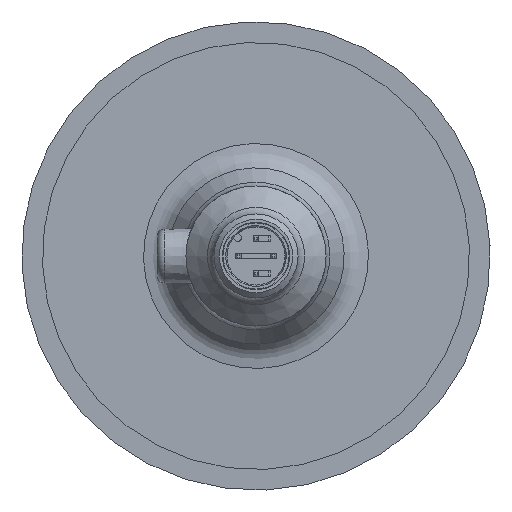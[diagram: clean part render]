
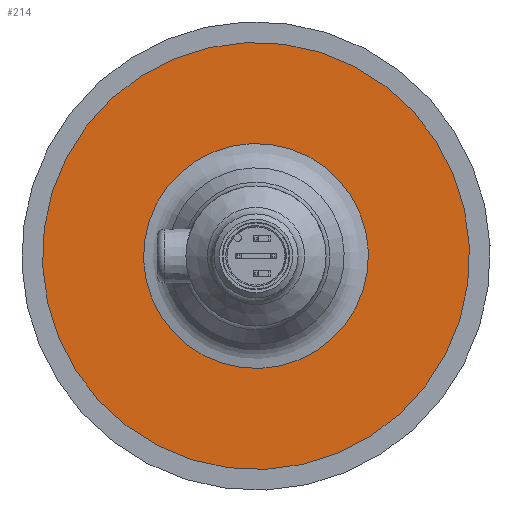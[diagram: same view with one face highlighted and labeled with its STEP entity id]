
A CAD part, left-side view. The second image highlights one B-rep face of the part: STEP entity #214.
In plain terms, the highlighted planar face has unit normal (-1, 0, 0).
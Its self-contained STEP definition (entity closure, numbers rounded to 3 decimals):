
#214 = ADVANCED_FACE( '', ( #508, #509 ), #510, .T. );
#508 = FACE_BOUND( '', #895, .T. );
#509 = FACE_OUTER_BOUND( '', #896, .T. );
#510 = PLANE( '', #897 );
#895 = EDGE_LOOP( '', ( #1482 ) );
#896 = EDGE_LOOP( '', ( #1483 ) );
#897 = AXIS2_PLACEMENT_3D( '', #1484, #1485, #1486 );
#1482 = ORIENTED_EDGE( '', *, *, #2310, .T. );
#1483 = ORIENTED_EDGE( '', *, *, #2311, .T. );
#1484 = CARTESIAN_POINT( '', ( -10.607, 5.263, 12.706 ) );
#1485 = DIRECTION( '', ( -1., 0., 0. ) );
#1486 = DIRECTION( '', ( 0., 0.383, 0.924 ) );
#2310 = EDGE_CURVE( '', #2811, #2811, #2812, .F. );
#2311 = EDGE_CURVE( '', #2813, #2813, #2814, .T. );
#2811 = VERTEX_POINT( '', #3467 );
#2812 = CIRCLE( '', #3468, 16.062 );
#2813 = VERTEX_POINT( '', #3469 );
#2814 = CIRCLE( '', #3470, 30.5 );
#3467 = CARTESIAN_POINT( '', ( -10.607, 6.147, 14.84 ) );
#3468 = AXIS2_PLACEMENT_3D( '', #4078, #4079, #4080 );
#3469 = CARTESIAN_POINT( '', ( -10.607, 11.672, 28.178 ) );
#3470 = AXIS2_PLACEMENT_3D( '', #4081, #4082, #4083 );
#4078 = CARTESIAN_POINT( '', ( -10.607, 0., 0. ) );
#4079 = DIRECTION( '', ( -1., 0., 0. ) );
#4080 = DIRECTION( '', ( 0., 0.383, 0.924 ) );
#4081 = CARTESIAN_POINT( '', ( -10.607, 0., 0. ) );
#4082 = DIRECTION( '', ( -1., 0., 0. ) );
#4083 = DIRECTION( '', ( 0., 0.383, 0.924 ) );
